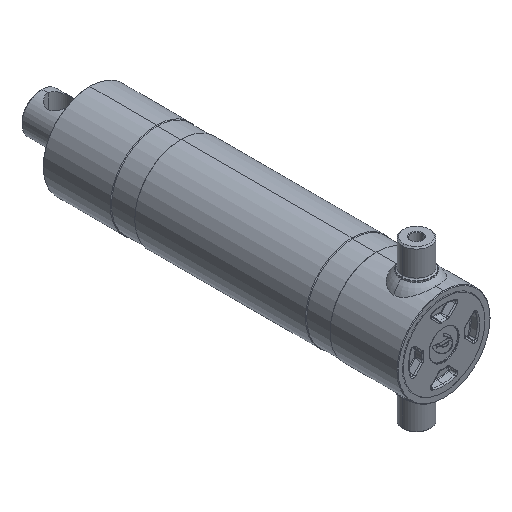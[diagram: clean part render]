
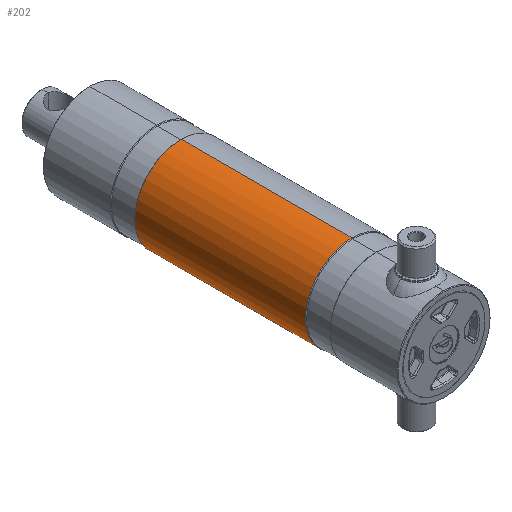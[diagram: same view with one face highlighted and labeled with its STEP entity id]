
A CAD part, isometric view. The second image highlights one B-rep face of the part: STEP entity #202.
In plain terms, the highlighted cylindrical face has radius 75.75 mm (diameter 151.5 mm), a partial arc.
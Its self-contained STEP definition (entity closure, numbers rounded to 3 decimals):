
#161 = VECTOR ( 'NONE', #6418, 1000. ) ;
#202 = ADVANCED_FACE ( 'NONE', ( #4119 ), #4086, .T. ) ;
#225 = LINE ( 'NONE', #7807, #161 ) ;
#341 = VERTEX_POINT ( 'NONE', #9440 ) ;
#730 = CARTESIAN_POINT ( 'NONE',  ( 0., 150., -75.75 ) ) ;
#948 = CARTESIAN_POINT ( 'NONE',  ( 0., 428., 75.75 ) ) ;
#1314 = CIRCLE ( 'NONE', #7357, 75.75 ) ;
#2134 = AXIS2_PLACEMENT_3D ( 'NONE', #9086, #8940, #8908 ) ;
#2199 = CARTESIAN_POINT ( 'NONE',  ( 0., 522.61, -75.75 ) ) ;
#2291 = DIRECTION ( 'NONE',  ( 0., 1., 0. ) ) ;
#2457 = CARTESIAN_POINT ( 'NONE',  ( 0., 522.61, 0. ) ) ;
#2477 = DIRECTION ( 'NONE',  ( 0., 1., 0. ) ) ;
#2683 = DIRECTION ( 'NONE',  ( 0., 0., 1. ) ) ;
#2921 = VERTEX_POINT ( 'NONE', #5983 ) ;
#2991 = EDGE_CURVE ( 'NONE', #6868, #2921, #6688, .T. ) ;
#3361 = CARTESIAN_POINT ( 'NONE',  ( 0., 428., 0. ) ) ;
#3449 = EDGE_CURVE ( 'NONE', #6868, #341, #5452, .T. ) ;
#4086 = CYLINDRICAL_SURFACE ( 'NONE', #4150, 75.75 ) ;
#4119 = FACE_OUTER_BOUND ( 'NONE', #8588, .T. ) ;
#4139 = DIRECTION ( 'NONE',  ( 0., 0., 1. ) ) ;
#4150 = AXIS2_PLACEMENT_3D ( 'NONE', #2457, #2477, #2683 ) ;
#5199 = EDGE_CURVE ( 'NONE', #2921, #5286, #1314, .T. ) ;
#5286 = VERTEX_POINT ( 'NONE', #948 ) ;
#5452 = CIRCLE ( 'NONE', #2134, 75.75 ) ;
#5501 = EDGE_CURVE ( 'NONE', #341, #5286, #225, .T. ) ;
#5983 = CARTESIAN_POINT ( 'NONE',  ( 0., 428., -75.75 ) ) ;
#6380 = ORIENTED_EDGE ( 'NONE', *, *, #5501, .T. ) ;
#6389 = ORIENTED_EDGE ( 'NONE', *, *, #3449, .T. ) ;
#6418 = DIRECTION ( 'NONE',  ( 0., 1., 0. ) ) ;
#6678 = VECTOR ( 'NONE', #2291, 1000. ) ;
#6688 = LINE ( 'NONE', #2199, #6678 ) ;
#6868 = VERTEX_POINT ( 'NONE', #730 ) ;
#7357 = AXIS2_PLACEMENT_3D ( 'NONE', #3361, #8554, #4139 ) ;
#7778 = ORIENTED_EDGE ( 'NONE', *, *, #2991, .F. ) ;
#7807 = CARTESIAN_POINT ( 'NONE',  ( 0., 522.61, 75.75 ) ) ;
#8554 = DIRECTION ( 'NONE',  ( 0., 1., 0. ) ) ;
#8588 = EDGE_LOOP ( 'NONE', ( #7778, #6389, #6380, #9467 ) ) ;
#8908 = DIRECTION ( 'NONE',  ( 0., 0., 1. ) ) ;
#8940 = DIRECTION ( 'NONE',  ( 0., 1., 0. ) ) ;
#9086 = CARTESIAN_POINT ( 'NONE',  ( 0., 150., 0. ) ) ;
#9440 = CARTESIAN_POINT ( 'NONE',  ( 0., 150., 75.75 ) ) ;
#9467 = ORIENTED_EDGE ( 'NONE', *, *, #5199, .F. ) ;
